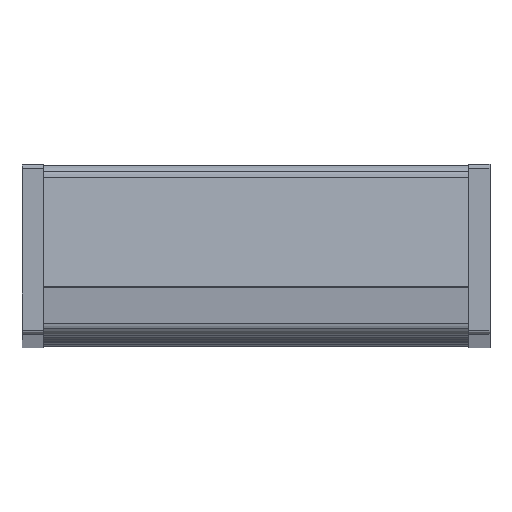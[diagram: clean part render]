
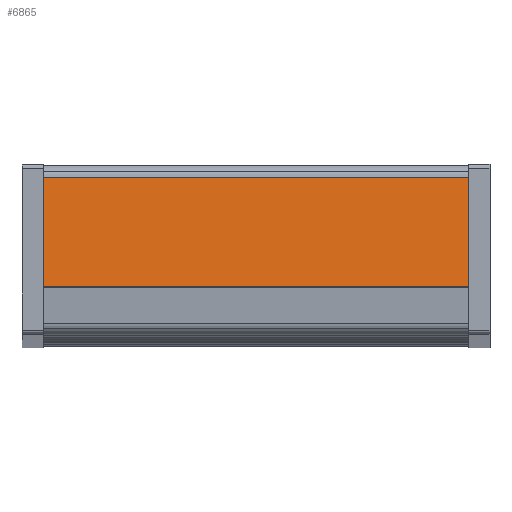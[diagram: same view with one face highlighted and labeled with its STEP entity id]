
A CAD part, top view. The second image highlights one B-rep face of the part: STEP entity #6865.
In plain terms, the highlighted face is planar.
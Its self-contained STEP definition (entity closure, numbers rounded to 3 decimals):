
#5671=DIRECTION('',(1.,0.,0.));
#5672=VECTOR('',#5671,100.);
#5673=CARTESIAN_POINT('',(-50.,-1.564,-17.881));
#5674=LINE('',#5673,#5672);
#5710=DIRECTION('',(0.,-0.087,-0.996));
#5711=VECTOR('',#5710,34.524);
#5712=CARTESIAN_POINT('',(-50.,1.445,16.511));
#5713=LINE('',#5712,#5711);
#5718=DIRECTION('',(1.,0.,0.));
#5719=VECTOR('',#5718,100.);
#5720=CARTESIAN_POINT('',(-50.,1.445,16.511));
#5721=LINE('',#5720,#5719);
#5744=DIRECTION('',(0.,-0.087,-0.996));
#5745=VECTOR('',#5744,34.524);
#5746=CARTESIAN_POINT('',(50.,1.445,16.511));
#5747=LINE('',#5746,#5745);
#6242=CARTESIAN_POINT('',(-50.,-1.564,-17.881));
#6243=CARTESIAN_POINT('',(50.,-1.564,-17.881));
#6244=VERTEX_POINT('',#6242);
#6245=VERTEX_POINT('',#6243);
#6246=CARTESIAN_POINT('',(-50.,1.445,16.511));
#6247=CARTESIAN_POINT('',(50.,1.445,16.511));
#6248=VERTEX_POINT('',#6246);
#6249=VERTEX_POINT('',#6247);
#6853=CARTESIAN_POINT('',(-50.,1.684,19.25));
#6854=DIRECTION('',(0.,-0.996,0.087));
#6855=DIRECTION('',(0.,-0.087,-0.996));
#6856=AXIS2_PLACEMENT_3D('',#6853,#6854,#6855);
#6857=PLANE('',#6856);
#6858=ORIENTED_EDGE('',*,*,#6818,.F.);
#6859=ORIENTED_EDGE('',*,*,#6843,.T.);
#6861=ORIENTED_EDGE('',*,*,#6860,.T.);
#6862=ORIENTED_EDGE('',*,*,#6761,.F.);
#6863=EDGE_LOOP('',(#6858,#6859,#6861,#6862));
#6864=FACE_OUTER_BOUND('',#6863,.F.);
#6865=ADVANCED_FACE('',(#6864),#6857,.T.);
#6761=EDGE_CURVE('',#6244,#6245,#5674,.T.);
#6818=EDGE_CURVE('',#6248,#6244,#5713,.T.);
#6843=EDGE_CURVE('',#6248,#6249,#5721,.T.);
#6860=EDGE_CURVE('',#6249,#6245,#5747,.T.);
